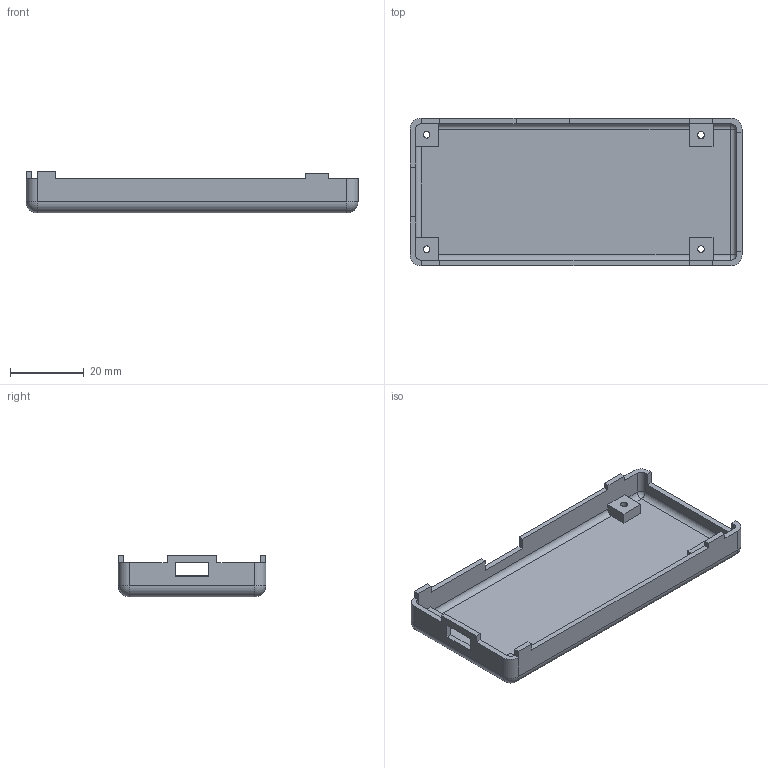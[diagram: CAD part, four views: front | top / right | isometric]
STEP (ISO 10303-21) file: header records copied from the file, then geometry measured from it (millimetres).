
FILE_DESCRIPTION(/* description */ ('STEP AP214'),/* implementation_level */ '2;1');
FILE_NAME(/* name */ '609bd82aa5455f0f26338b0c',/* time_stamp */ '2021-05-12T13:29:15+00:00',/* author */ (''),/* organization */ (''),/* preprocessor_version */ 'ST-DEVELOPER v18.1',/* originating_system */ ' ',/* authorisation */ ' ');
FILE_SCHEMA (('AUTOMOTIVE_DESIGN {1 0 10303 214 3 1 1}'));
Length unit declared in the file: metre
Products named in the file (1): Part 2
Bounding box: 90 x 40 x 11.3 mm (x, y, z)
Volume: 8098.6 mm3; surface area: 11037.8 mm2
Topology: 1 solids, 1 shells, 98 faces, 274 edges, 172 vertices
Faces by surface type: plane 64, cylinder 28, sphere 6
Full cylindrical faces by diameter (mm): 1.8 x4, 3.5 x4
Entity records: 3022 total; most frequent: CARTESIAN_POINT 539, ORIENTED_EDGE 504, DIRECTION 504, EDGE_CURVE 252, LINE 186, VECTOR 186, VERTEX_POINT 164, AXIS2_PLACEMENT_3D 159
